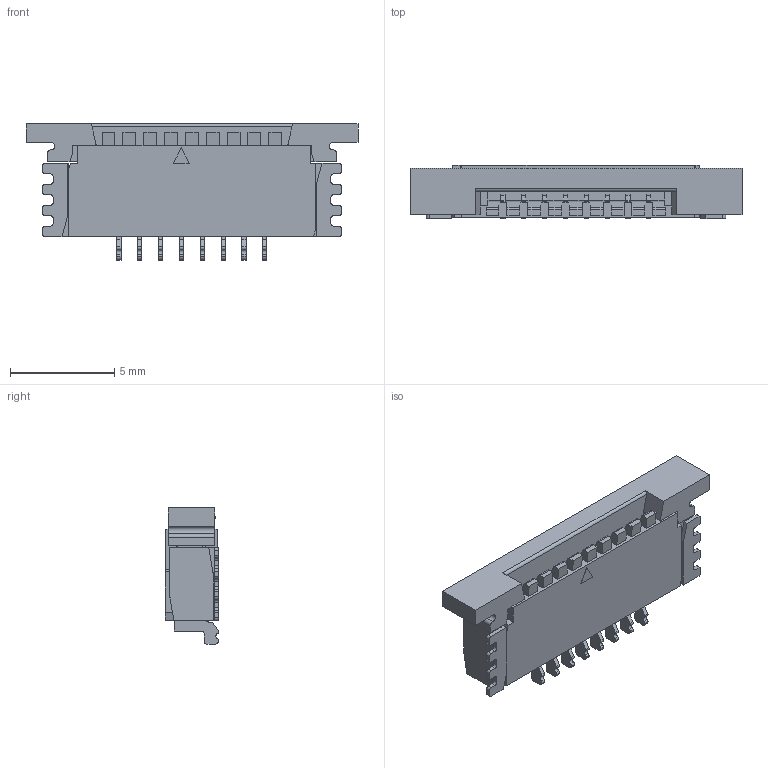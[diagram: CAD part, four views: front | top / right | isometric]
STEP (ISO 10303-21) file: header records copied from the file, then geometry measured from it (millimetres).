
FILE_DESCRIPTION((''),'2;1');
FILE_NAME('C-84952-8','2009-05-28T',('workeradm'),(''),'PRO/ENGINEER BY PARAMETRIC TECHNOLOGY CORPORATION, 2008380','PRO/ENGINEER BY PARAMETRIC TECHNOLOGY CORPORATION, 2008380','');
FILE_SCHEMA(('AUTOMOTIVE_DESIGN { 1 0 10303 214 1 1 1 1 }'));
Length unit declared in the file: millimetre
Products named in the file (1): C-84952-8
Bounding box: 15.93 x 2.56 x 6.54 mm (x, y, z)
Volume: 148.3 mm3; surface area: 464.8 mm2
Topology: 1 solids, 1 shells, 515 faces, 1506 edges, 990 vertices
Faces by surface type: plane 365, cylinder 150
Entity records: 17046 total; most frequent: CARTESIAN_POINT 3028, ORIENTED_EDGE 3012, DIRECTION 2832, EDGE_CURVE 1506, VECTOR 1206, LINE 1206, VERTEX_POINT 990, AXIS2_PLACEMENT_3D 813
